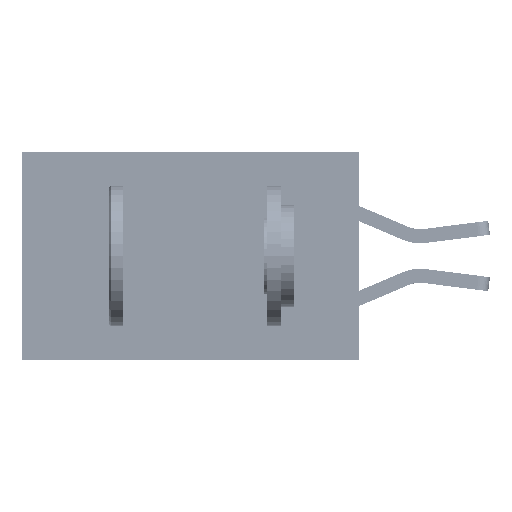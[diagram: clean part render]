
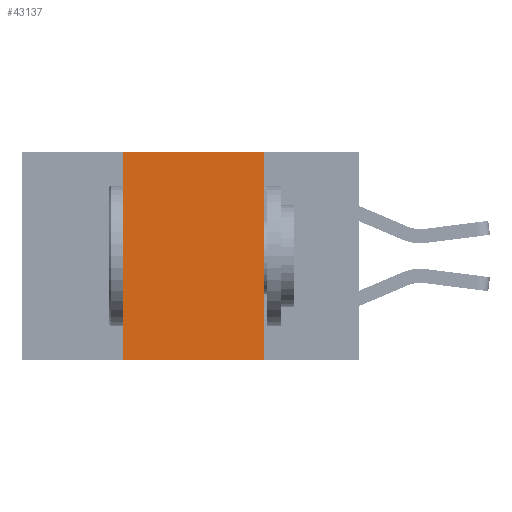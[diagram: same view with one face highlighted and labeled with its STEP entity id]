
A CAD part, left-side view. The second image highlights one B-rep face of the part: STEP entity #43137.
In plain terms, the highlighted planar face has unit normal (-1, 0, 0).
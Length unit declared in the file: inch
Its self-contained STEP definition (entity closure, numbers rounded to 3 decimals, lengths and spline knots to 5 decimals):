
#1206 = EDGE_CURVE ( 'NONE', #43516, #22696, #20771, .T. ) ;
#1697 = ORIENTED_EDGE ( 'NONE', *, *, #26331, .F. ) ;
#1919 = EDGE_CURVE ( 'NONE', #20816, #13812, #42768, .T. ) ;
#5639 = ORIENTED_EDGE ( 'NONE', *, *, #1206, .T. ) ;
#7332 = FACE_OUTER_BOUND ( 'NONE', #8727, .T. ) ;
#7556 = ORIENTED_EDGE ( 'NONE', *, *, #38679, .F. ) ;
#8727 = EDGE_LOOP ( 'NONE', ( #7556, #22494, #1697, #5639 ) ) ;
#9829 = CARTESIAN_POINT ( 'NONE',  ( 0., 0.6, 0. ) ) ;
#10236 = DIRECTION ( 'NONE',  ( 0., -1., 0. ) ) ;
#11655 = CARTESIAN_POINT ( 'NONE',  ( 0., 0.42, 0. ) ) ;
#13812 = VERTEX_POINT ( 'NONE', #31407 ) ;
#13867 = CARTESIAN_POINT ( 'NONE',  ( 0., 0.17, 0. ) ) ;
#15558 = LINE ( 'NONE', #13867, #36262 ) ;
#20771 = LINE ( 'NONE', #34186, #41467 ) ;
#20816 = VERTEX_POINT ( 'NONE', #44397 ) ;
#22312 = DIRECTION ( 'NONE',  ( 0., 0., -1. ) ) ;
#22494 = ORIENTED_EDGE ( 'NONE', *, *, #1919, .F. ) ;
#22696 = VERTEX_POINT ( 'NONE', #26577 ) ;
#22718 = CARTESIAN_POINT ( 'NONE',  ( 0., 0.6, 0. ) ) ;
#26331 = EDGE_CURVE ( 'NONE', #43516, #20816, #34521, .T. ) ;
#26577 = CARTESIAN_POINT ( 'NONE',  ( 0., 0.17, -0.37 ) ) ;
#29205 = VECTOR ( 'NONE', #10236, 39.37008 ) ;
#30497 = PLANE ( 'NONE',  #40209 ) ;
#31407 = CARTESIAN_POINT ( 'NONE',  ( 0., 0.17, 0. ) ) ;
#33238 = VECTOR ( 'NONE', #48856, 39.37008 ) ;
#34186 = CARTESIAN_POINT ( 'NONE',  ( 0., 0.6, -0.37 ) ) ;
#34521 = LINE ( 'NONE', #11655, #33238 ) ;
#36262 = VECTOR ( 'NONE', #51060, 39.37008 ) ;
#38315 = DIRECTION ( 'NONE',  ( 0., -1., 0. ) ) ;
#38679 = EDGE_CURVE ( 'NONE', #13812, #22696, #15558, .T. ) ;
#40209 = AXIS2_PLACEMENT_3D ( 'NONE', #9829, #47040, #22312 ) ;
#41467 = VECTOR ( 'NONE', #38315, 39.37008 ) ;
#42768 = LINE ( 'NONE', #22718, #29205 ) ;
#43137 = ADVANCED_FACE ( 'NONE', ( #7332 ), #30497, .F. ) ;
#43516 = VERTEX_POINT ( 'NONE', #45411 ) ;
#44397 = CARTESIAN_POINT ( 'NONE',  ( 0., 0.42, 0. ) ) ;
#45411 = CARTESIAN_POINT ( 'NONE',  ( 0., 0.42, -0.37 ) ) ;
#47040 = DIRECTION ( 'NONE',  ( 1., 0., 0. ) ) ;
#48856 = DIRECTION ( 'NONE',  ( 0., 0., 1. ) ) ;
#51060 = DIRECTION ( 'NONE',  ( 0., 0., -1. ) ) ;
